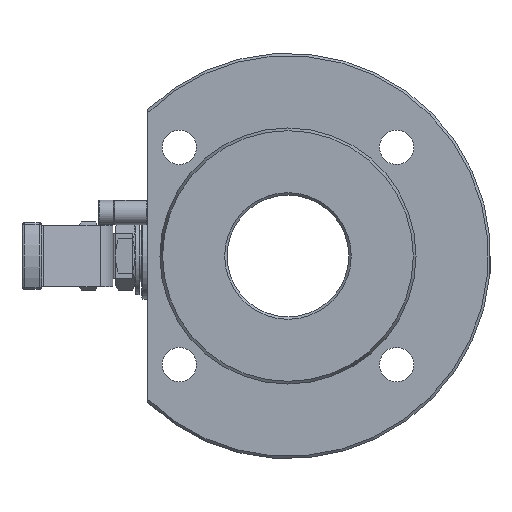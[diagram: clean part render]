
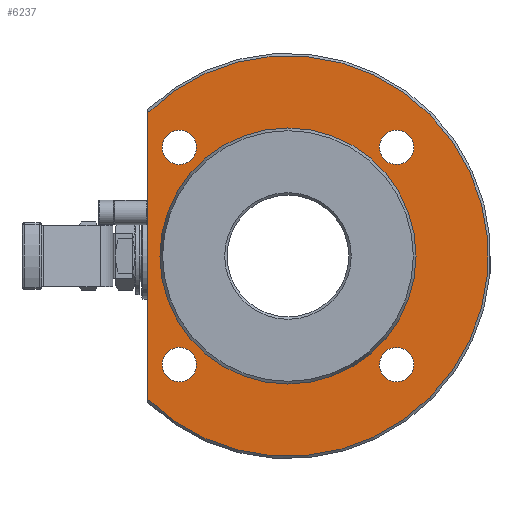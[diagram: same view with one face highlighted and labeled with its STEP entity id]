
A CAD part, left-side view. The second image highlights one B-rep face of the part: STEP entity #6237.
In plain terms, the highlighted planar face has unit normal (-1, 0, 0).
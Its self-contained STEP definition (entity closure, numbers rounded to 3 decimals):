
#72=PLANE('',#6601);
#368=LINE('',#8772,#640);
#640=VECTOR('',#7191,1000.);
#1123=ORIENTED_EDGE('',*,*,#2370,.F.);
#1124=ORIENTED_EDGE('',*,*,#2292,.T.);
#1125=ORIENTED_EDGE('',*,*,#2240,.F.);
#1126=ORIENTED_EDGE('',*,*,#2242,.F.);
#1127=ORIENTED_EDGE('',*,*,#2244,.F.);
#1128=ORIENTED_EDGE('',*,*,#2246,.F.);
#1129=ORIENTED_EDGE('',*,*,#2304,.F.);
#2240=EDGE_CURVE('',#2881,#2881,#3309,.T.);
#2242=EDGE_CURVE('',#2883,#2883,#3311,.T.);
#2244=EDGE_CURVE('',#2885,#2885,#3313,.T.);
#2246=EDGE_CURVE('',#2887,#2887,#3315,.T.);
#2292=EDGE_CURVE('',#2937,#2938,#3357,.T.);
#2304=EDGE_CURVE('',#2948,#2948,#3367,.T.);
#2370=EDGE_CURVE('',#2937,#2938,#368,.T.);
#2881=VERTEX_POINT('',#8061);
#2883=VERTEX_POINT('',#8066);
#2885=VERTEX_POINT('',#8071);
#2887=VERTEX_POINT('',#8076);
#2937=VERTEX_POINT('',#8203);
#2938=VERTEX_POINT('',#8204);
#2948=VERTEX_POINT('',#8231);
#3309=CIRCLE('',#6482,7.);
#3311=CIRCLE('',#6485,7.);
#3313=CIRCLE('',#6488,7.);
#3315=CIRCLE('',#6491,7.);
#3357=CIRCLE('',#6558,81.5);
#3367=CIRCLE('',#6573,52.092);
#3593=EDGE_LOOP('',(#1123,#1124));
#3594=EDGE_LOOP('',(#1125));
#3595=EDGE_LOOP('',(#1126));
#3596=EDGE_LOOP('',(#1127));
#3597=EDGE_LOOP('',(#1128));
#3598=EDGE_LOOP('',(#1129));
#3946=FACE_BOUND('',#3593,.T.);
#3947=FACE_BOUND('',#3594,.T.);
#3948=FACE_BOUND('',#3595,.T.);
#3949=FACE_BOUND('',#3596,.T.);
#3950=FACE_BOUND('',#3597,.T.);
#3951=FACE_BOUND('',#3598,.T.);
#6237=ADVANCED_FACE('',(#3946,#3947,#3948,#3949,#3950,#3951),#72,.F.);
#6482=AXIS2_PLACEMENT_3D('',#8060,#6931,#6932);
#6485=AXIS2_PLACEMENT_3D('',#8065,#6937,#6938);
#6488=AXIS2_PLACEMENT_3D('',#8070,#6943,#6944);
#6491=AXIS2_PLACEMENT_3D('',#8075,#6949,#6950);
#6558=AXIS2_PLACEMENT_3D('',#8202,#7085,#7086);
#6573=AXIS2_PLACEMENT_3D('',#8230,#7117,#7118);
#6601=AXIS2_PLACEMENT_3D('',#8771,#7189,#7190);
#6931=DIRECTION('',(-1.,0.,0.));
#6932=DIRECTION('',(0.,0.,1.));
#6937=DIRECTION('',(-1.,0.,0.));
#6938=DIRECTION('',(0.,0.,1.));
#6943=DIRECTION('',(-1.,0.,0.));
#6944=DIRECTION('',(0.,0.,1.));
#6949=DIRECTION('',(-1.,0.,0.));
#6950=DIRECTION('',(0.,0.,1.));
#7085=DIRECTION('',(-1.,0.,0.));
#7086=DIRECTION('',(0.,0.,-1.));
#7117=DIRECTION('',(-1.,0.,0.));
#7118=DIRECTION('',(0.,0.,1.));
#7189=DIRECTION('',(1.,0.,0.));
#7190=DIRECTION('',(0.,1.,0.));
#7191=DIRECTION('',(0.,0.,1.));
#8060=CARTESIAN_POINT('',(-32.,-44.194,44.194));
#8061=CARTESIAN_POINT('',(-32.,-44.194,51.194));
#8065=CARTESIAN_POINT('',(-32.,-44.194,-44.194));
#8066=CARTESIAN_POINT('',(-32.,-44.194,-37.194));
#8070=CARTESIAN_POINT('',(-32.,44.194,-44.194));
#8071=CARTESIAN_POINT('',(-32.,44.194,-37.194));
#8075=CARTESIAN_POINT('',(-32.,44.194,44.194));
#8076=CARTESIAN_POINT('',(-32.,44.194,51.194));
#8202=CARTESIAN_POINT('',(-32.,0.,0.));
#8203=CARTESIAN_POINT('',(-32.,57.,-58.252));
#8204=CARTESIAN_POINT('',(-32.,57.,58.252));
#8230=CARTESIAN_POINT('',(-32.,0.,0.));
#8231=CARTESIAN_POINT('',(-32.,0.,52.092));
#8771=CARTESIAN_POINT('',(-32.,-82.5,0.));
#8772=CARTESIAN_POINT('',(-32.,57.,-84.));
